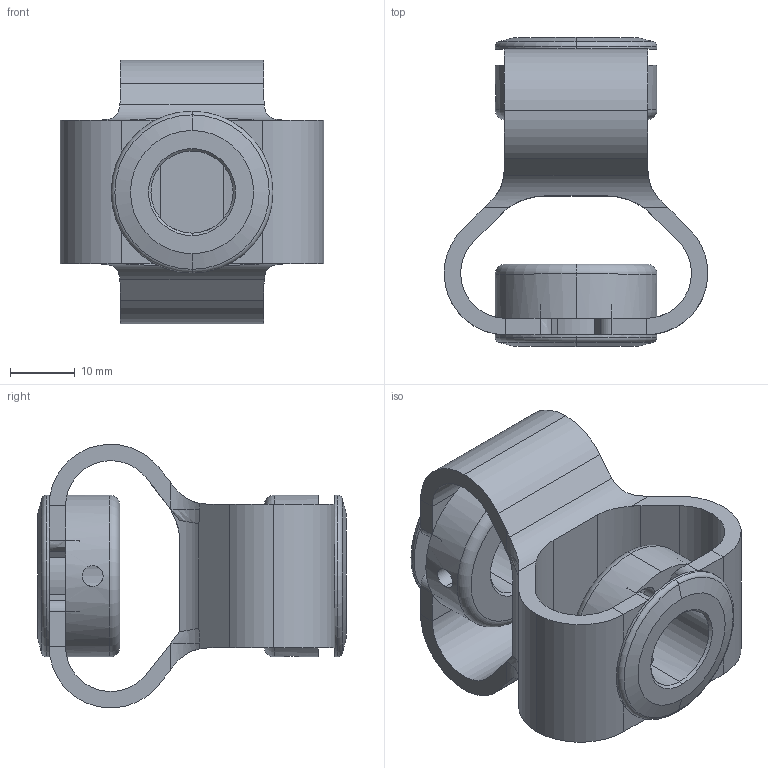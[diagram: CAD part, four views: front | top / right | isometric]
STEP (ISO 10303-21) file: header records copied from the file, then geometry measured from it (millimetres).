
FILE_DESCRIPTION (( 'STEP AP214' ), '1' );
FILE_NAME ('DC-DLSS20-08.STEP', '2015-12-02T23:58:15', ( '' ), ( '' ), 'SwSTEP 2.0', 'SolidWorks 2015', '' );
FILE_SCHEMA (( 'AUTOMOTIVE_DESIGN' ));
Length unit declared in the file: millimetre
Products named in the file (1): DC-DLSS20-08
Bounding box: 40.75 x 47.75 x 40.74 mm (x, y, z)
Volume: 16258.3 mm3; surface area: 11311.5 mm2
Topology: 1 solids, 1 shells, 173 faces, 449 edges, 272 vertices
Faces by surface type: plane 90, cylinder 47, bspline 16, cone 12, torus 8
Entity records: 6309 total; most frequent: CARTESIAN_POINT 2191, ORIENTED_EDGE 898, DIRECTION 809, EDGE_CURVE 449, AXIS2_PLACEMENT_3D 284, VERTEX_POINT 272, VECTOR 241, LINE 241
